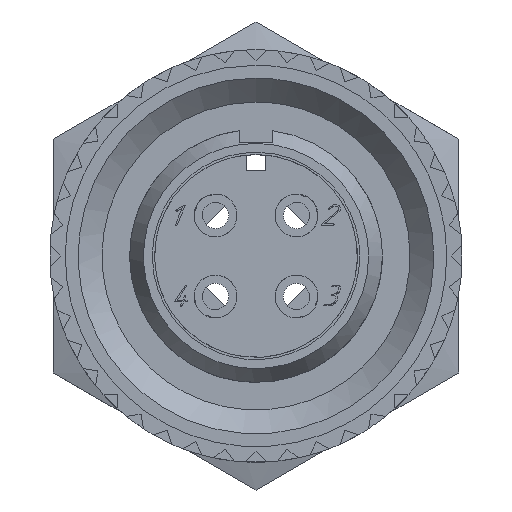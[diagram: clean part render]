
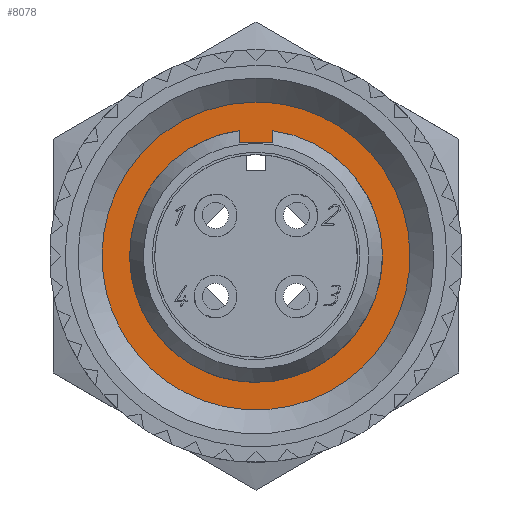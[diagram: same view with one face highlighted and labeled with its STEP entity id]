
A CAD part, left-side view. The second image highlights one B-rep face of the part: STEP entity #8078.
In plain terms, the highlighted free-form (B-spline) face has degree [1, 1] with [2, 2] control points.
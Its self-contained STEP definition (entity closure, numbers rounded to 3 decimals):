
#8078 = ADVANCED_FACE('',(#8079,#8093),#8107,.T.);
#8079 = FACE_BOUND('',#8080,.T.);
#8080 = EDGE_LOOP('',(#8081));
#8081 = ORIENTED_EDGE('',*,*,#8082,.T.);
#8082 = EDGE_CURVE('',#8083,#8083,#8085,.T.);
#8083 = VERTEX_POINT('',#8084);
#8084 = CARTESIAN_POINT('',(-50.65,0.,
    7.651));
#8085 = ( BOUNDED_CURVE() B_SPLINE_CURVE(2,(#8086,#8087,#8088,#8089,
#8090,#8091,#8092),.UNSPECIFIED.,.T.,.F.) B_SPLINE_CURVE_WITH_KNOTS((1,2
    ,2,2,2,1),(-2.094,0.,2.094,4.189,
6.283,8.378),.UNSPECIFIED.) CURVE() 
GEOMETRIC_REPRESENTATION_ITEM() RATIONAL_B_SPLINE_CURVE((1.,0.5,1.,0.5,
1.,0.5,1.)) REPRESENTATION_ITEM('') );
#8086 = CARTESIAN_POINT('',(-50.65,0.,
    7.651));
#8087 = CARTESIAN_POINT('',(-50.65,13.252,
    7.651));
#8088 = CARTESIAN_POINT('',(-50.65,6.626,
    -3.825));
#8089 = CARTESIAN_POINT('',(-50.65,0.,
    -15.302));
#8090 = CARTESIAN_POINT('',(-50.65,-6.626,
    -3.825));
#8091 = CARTESIAN_POINT('',(-50.65,-13.252,
    7.651));
#8092 = CARTESIAN_POINT('',(-50.65,0.,
    7.651));
#8093 = FACE_BOUND('',#8094,.T.);
#8094 = EDGE_LOOP('',(#8095));
#8095 = ORIENTED_EDGE('',*,*,#8096,.F.);
#8096 = EDGE_CURVE('',#8097,#8097,#8099,.T.);
#8097 = VERTEX_POINT('',#8098);
#8098 = CARTESIAN_POINT('',(-50.65,0.,
    5.591));
#8099 = ( BOUNDED_CURVE() B_SPLINE_CURVE(2,(#8100,#8101,#8102,#8103,
#8104,#8105,#8106),.UNSPECIFIED.,.T.,.F.) B_SPLINE_CURVE_WITH_KNOTS((1,2
    ,2,2,2,1),(-2.094,0.,2.094,4.189,
6.283,8.378),.UNSPECIFIED.) CURVE() 
GEOMETRIC_REPRESENTATION_ITEM() RATIONAL_B_SPLINE_CURVE((1.,0.5,1.,0.5,
1.,0.5,1.)) REPRESENTATION_ITEM('') );
#8100 = CARTESIAN_POINT('',(-50.65,0.,
    5.591));
#8101 = CARTESIAN_POINT('',(-50.65,9.684,
    5.591));
#8102 = CARTESIAN_POINT('',(-50.65,4.842,
    -2.796));
#8103 = CARTESIAN_POINT('',(-50.65,0.,
    -11.182));
#8104 = CARTESIAN_POINT('',(-50.65,-4.842,
    -2.796));
#8105 = CARTESIAN_POINT('',(-50.65,-9.684,
    5.591));
#8106 = CARTESIAN_POINT('',(-50.65,0.,
    5.591));
#8107 = B_SPLINE_SURFACE_WITH_KNOTS('',1,1,(
    (#8108,#8109)
    ,(#8110,#8111
    )),.UNSPECIFIED.,.F.,.F.,.F.,(2,2),(2,2),(-6.5,6.5),(-6.5,6.5),
  .PIECEWISE_BEZIER_KNOTS.);
#8108 = CARTESIAN_POINT('',(-50.65,-7.651,
    -7.651));
#8109 = CARTESIAN_POINT('',(-50.65,7.651,
    -7.651));
#8110 = CARTESIAN_POINT('',(-50.65,-7.651,
    7.651));
#8111 = CARTESIAN_POINT('',(-50.65,7.651,
    7.651));
